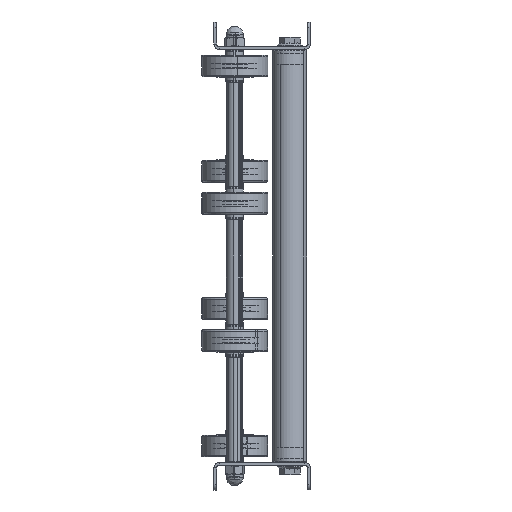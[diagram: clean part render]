
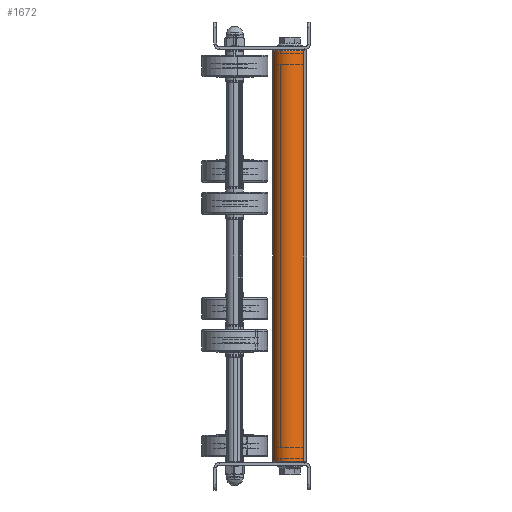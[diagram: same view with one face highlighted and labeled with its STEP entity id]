
A CAD part, left-side view. The second image highlights one B-rep face of the part: STEP entity #1672.
In plain terms, the highlighted cylindrical face has radius 12.5 mm (diameter 25 mm), a partial arc.
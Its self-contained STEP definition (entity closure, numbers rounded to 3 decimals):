
#243 = CARTESIAN_POINT ( 'NONE',  ( 300., 0., -12.5 ) ) ;
#358 = CIRCLE ( 'NONE', #13140, 12.5 ) ;
#720 = DIRECTION ( 'NONE',  ( -1., 0., 0. ) ) ;
#1664 = CARTESIAN_POINT ( 'NONE',  ( 1., 0., -12.5 ) ) ;
#1672 = ADVANCED_FACE ( 'NONE', ( #13372 ), #6406, .T. ) ;
#2038 = VECTOR ( 'NONE', #5931, 1000. ) ;
#2137 = EDGE_CURVE ( 'NONE', #3533, #17746, #18366, .T. ) ;
#2821 = CARTESIAN_POINT ( 'NONE',  ( 299., 0., -12.5 ) ) ;
#3248 = CARTESIAN_POINT ( 'NONE',  ( 299., 0., 0. ) ) ;
#3533 = VERTEX_POINT ( 'NONE', #16878 ) ;
#3984 = AXIS2_PLACEMENT_3D ( 'NONE', #5005, #720, #17740 ) ;
#4841 = DIRECTION ( 'NONE',  ( 0., 0., -1. ) ) ;
#5005 = CARTESIAN_POINT ( 'NONE',  ( 300., 0., 0. ) ) ;
#5165 = EDGE_CURVE ( 'NONE', #18365, #3533, #11065, .T. ) ;
#5622 = DIRECTION ( 'NONE',  ( -1., 0., 0. ) ) ;
#5931 = DIRECTION ( 'NONE',  ( -1., 0., 0. ) ) ;
#6406 = CYLINDRICAL_SURFACE ( 'NONE', #3984, 12.5 ) ;
#7287 = ORIENTED_EDGE ( 'NONE', *, *, #2137, .T. ) ;
#7955 = DIRECTION ( 'NONE',  ( 1., 0., 0. ) ) ;
#9884 = CARTESIAN_POINT ( 'NONE',  ( 300., 0., 12.5 ) ) ;
#11065 = CIRCLE ( 'NONE', #16407, 12.5 ) ;
#11323 = ORIENTED_EDGE ( 'NONE', *, *, #11434, .F. ) ;
#11434 = EDGE_CURVE ( 'NONE', #18365, #16652, #15860, .T. ) ;
#12408 = EDGE_LOOP ( 'NONE', ( #11323, #13683, #7287, #17624 ) ) ;
#13140 = AXIS2_PLACEMENT_3D ( 'NONE', #13635, #7955, #16233 ) ;
#13372 = FACE_OUTER_BOUND ( 'NONE', #12408, .T. ) ;
#13576 = DIRECTION ( 'NONE',  ( -1., 0., 0. ) ) ;
#13635 = CARTESIAN_POINT ( 'NONE',  ( 1., 0., 0. ) ) ;
#13683 = ORIENTED_EDGE ( 'NONE', *, *, #5165, .T. ) ;
#14502 = CARTESIAN_POINT ( 'NONE',  ( 1., 0., 12.5 ) ) ;
#15860 = LINE ( 'NONE', #243, #2038 ) ;
#16233 = DIRECTION ( 'NONE',  ( 0., 0., -1. ) ) ;
#16407 = AXIS2_PLACEMENT_3D ( 'NONE', #3248, #13576, #4841 ) ;
#16652 = VERTEX_POINT ( 'NONE', #1664 ) ;
#16783 = EDGE_CURVE ( 'NONE', #17746, #16652, #358, .T. ) ;
#16878 = CARTESIAN_POINT ( 'NONE',  ( 299., 0., 12.5 ) ) ;
#17090 = VECTOR ( 'NONE', #5622, 1000. ) ;
#17624 = ORIENTED_EDGE ( 'NONE', *, *, #16783, .T. ) ;
#17740 = DIRECTION ( 'NONE',  ( 0., 0., 1. ) ) ;
#17746 = VERTEX_POINT ( 'NONE', #14502 ) ;
#18365 = VERTEX_POINT ( 'NONE', #2821 ) ;
#18366 = LINE ( 'NONE', #9884, #17090 ) ;
